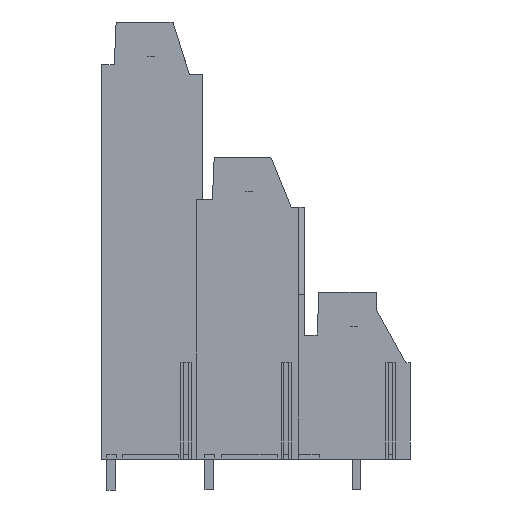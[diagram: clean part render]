
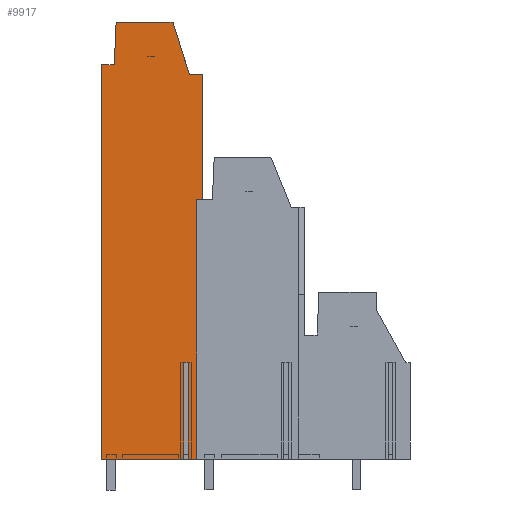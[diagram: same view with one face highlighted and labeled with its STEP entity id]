
A CAD part, left-side view. The second image highlights one B-rep face of the part: STEP entity #9917.
In plain terms, the highlighted planar face has unit normal (-1, 0, 0).
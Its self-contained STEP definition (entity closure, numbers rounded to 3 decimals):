
#9888=AXIS2_PLACEMENT_3D('Plane Axis2P3D',#9885,#9886,#9887) ;
#7820=CARTESIAN_POINT('Vertex',(2.5,23.025,13.2)) ;
#7827=CARTESIAN_POINT('Vertex',(2.5,23.025,3.2)) ;
#7830=CARTESIAN_POINT('Line Origine',(2.5,23.025,8.2)) ;
#7842=CARTESIAN_POINT('Line Origine',(2.5,23.25,13.2)) ;
#7846=CARTESIAN_POINT('Vertex',(2.5,23.475,13.2)) ;
#7870=CARTESIAN_POINT('Line Origine',(2.5,23.475,8.2)) ;
#7874=CARTESIAN_POINT('Vertex',(2.5,23.475,3.2)) ;
#7898=CARTESIAN_POINT('Vertex',(2.5,22.131,3.2)) ;
#7901=CARTESIAN_POINT('Line Origine',(2.5,22.578,3.2)) ;
#7906=CARTESIAN_POINT('Line Origine',(2.5,27.738,3.2)) ;
#7910=CARTESIAN_POINT('Vertex',(2.5,32.,3.2)) ;
#8431=CARTESIAN_POINT('Vertex',(2.5,21.49,30.05)) ;
#8434=CARTESIAN_POINT('Line Origine',(2.5,21.811,30.05)) ;
#8438=CARTESIAN_POINT('Vertex',(2.5,22.131,30.05)) ;
#8465=CARTESIAN_POINT('Line Origine',(2.5,22.131,16.625)) ;
#8645=CARTESIAN_POINT('Vertex',(2.5,21.49,43.)) ;
#8652=CARTESIAN_POINT('Vertex',(2.5,22.898,43.)) ;
#8655=CARTESIAN_POINT('Line Origine',(2.5,22.194,43.)) ;
#8678=CARTESIAN_POINT('Vertex',(2.5,30.681,44.05)) ;
#8692=CARTESIAN_POINT('Vertex',(2.5,32.,44.05)) ;
#8695=CARTESIAN_POINT('Line Origine',(2.5,31.34,44.05)) ;
#9464=CARTESIAN_POINT('Line Origine',(2.5,21.49,36.525)) ;
#9836=CARTESIAN_POINT('Line Origine',(2.5,32.,23.625)) ;
#9859=CARTESIAN_POINT('Line Origine',(2.5,30.584,46.26)) ;
#9863=CARTESIAN_POINT('Vertex',(2.5,30.488,48.47)) ;
#9885=CARTESIAN_POINT('Axis2P3D Location',(2.5,21.84,31.2)) ;
#9891=CARTESIAN_POINT('Control Point',(2.5,24.592,48.47)) ;
#9892=CARTESIAN_POINT('Control Point',(2.5,22.898,43.)) ;
#9893=CARTESIAN_POINT('Vertex',(2.5,24.592,48.47)) ;
#9896=CARTESIAN_POINT('Line Origine',(2.5,26.745,48.47)) ;
#7831=DIRECTION('Vector Direction',(0.,0.,1.)) ;
#7843=DIRECTION('Vector Direction',(0.,-1.,0.)) ;
#7871=DIRECTION('Vector Direction',(0.,0.,1.)) ;
#7902=DIRECTION('Vector Direction',(0.,1.,0.)) ;
#7907=DIRECTION('Vector Direction',(0.,1.,0.)) ;
#8435=DIRECTION('Vector Direction',(0.,-1.,0.)) ;
#8466=DIRECTION('Vector Direction',(0.,0.,1.)) ;
#8656=DIRECTION('Vector Direction',(0.,1.,0.)) ;
#8696=DIRECTION('Vector Direction',(0.,1.,0.)) ;
#9465=DIRECTION('Vector Direction',(0.,0.,-1.)) ;
#9837=DIRECTION('Vector Direction',(0.,0.,1.)) ;
#9860=DIRECTION('Vector Direction',(0.,0.044,-0.999)) ;
#9886=DIRECTION('Axis2P3D Direction',(1.,0.,0.)) ;
#9887=DIRECTION('Axis2P3D XDirection',(0.,1.,0.)) ;
#9897=DIRECTION('Vector Direction',(0.,1.,0.)) ;
#7832=VECTOR('Line Direction',#7831,1.) ;
#7844=VECTOR('Line Direction',#7843,1.) ;
#7872=VECTOR('Line Direction',#7871,1.) ;
#7903=VECTOR('Line Direction',#7902,1.) ;
#7908=VECTOR('Line Direction',#7907,1.) ;
#8436=VECTOR('Line Direction',#8435,1.) ;
#8467=VECTOR('Line Direction',#8466,1.) ;
#8657=VECTOR('Line Direction',#8656,1.) ;
#8697=VECTOR('Line Direction',#8696,1.) ;
#9466=VECTOR('Line Direction',#9465,1.) ;
#9838=VECTOR('Line Direction',#9837,1.) ;
#9861=VECTOR('Line Direction',#9860,1.) ;
#9898=VECTOR('Line Direction',#9897,1.) ;
#9902=ORIENTED_EDGE('',*,*,#7905,.F.) ;
#9903=ORIENTED_EDGE('',*,*,#8469,.T.) ;
#9904=ORIENTED_EDGE('',*,*,#8440,.T.) ;
#9905=ORIENTED_EDGE('',*,*,#9468,.F.) ;
#9906=ORIENTED_EDGE('',*,*,#8659,.T.) ;
#9907=ORIENTED_EDGE('',*,*,#9895,.F.) ;
#9908=ORIENTED_EDGE('',*,*,#9900,.T.) ;
#9909=ORIENTED_EDGE('',*,*,#9865,.T.) ;
#9910=ORIENTED_EDGE('',*,*,#8699,.T.) ;
#9911=ORIENTED_EDGE('',*,*,#9840,.F.) ;
#9912=ORIENTED_EDGE('',*,*,#7912,.F.) ;
#9913=ORIENTED_EDGE('',*,*,#7876,.T.) ;
#9914=ORIENTED_EDGE('',*,*,#7848,.T.) ;
#9915=ORIENTED_EDGE('',*,*,#7834,.F.) ;
#9917=ADVANCED_FACE('housing',(#9916),#9889,.F.) ;
#9890=B_SPLINE_CURVE_WITH_KNOTS('',1,(#9891,#9892),.UNSPECIFIED.,.F.,.U.,(2,2),(-2.863,2.863),.UNSPECIFIED.) ;
#7834=EDGE_CURVE('',#7828,#7821,#7833,.T.) ;
#7848=EDGE_CURVE('',#7847,#7821,#7845,.T.) ;
#7876=EDGE_CURVE('',#7875,#7847,#7873,.T.) ;
#7905=EDGE_CURVE('',#7899,#7828,#7904,.T.) ;
#7912=EDGE_CURVE('',#7875,#7911,#7909,.T.) ;
#8440=EDGE_CURVE('',#8439,#8432,#8437,.T.) ;
#8469=EDGE_CURVE('',#7899,#8439,#8468,.T.) ;
#8659=EDGE_CURVE('',#8646,#8653,#8658,.T.) ;
#8699=EDGE_CURVE('',#8679,#8693,#8698,.T.) ;
#9468=EDGE_CURVE('',#8646,#8432,#9467,.T.) ;
#9840=EDGE_CURVE('',#7911,#8693,#9839,.T.) ;
#9865=EDGE_CURVE('',#9864,#8679,#9862,.T.) ;
#9895=EDGE_CURVE('',#9894,#8653,#9890,.T.) ;
#9900=EDGE_CURVE('',#9894,#9864,#9899,.T.) ;
#9901=EDGE_LOOP('',(#9902,#9903,#9904,#9905,#9906,#9907,#9908,#9909,#9910,#9911,#9912,#9913,#9914,#9915)) ;
#9916=FACE_OUTER_BOUND('',#9901,.T.) ;
#7833=LINE('Line',#7830,#7832) ;
#7845=LINE('Line',#7842,#7844) ;
#7873=LINE('Line',#7870,#7872) ;
#7904=LINE('Line',#7901,#7903) ;
#7909=LINE('Line',#7906,#7908) ;
#8437=LINE('Line',#8434,#8436) ;
#8468=LINE('Line',#8465,#8467) ;
#8658=LINE('Line',#8655,#8657) ;
#8698=LINE('Line',#8695,#8697) ;
#9467=LINE('Line',#9464,#9466) ;
#9839=LINE('Line',#9836,#9838) ;
#9862=LINE('Line',#9859,#9861) ;
#9899=LINE('Line',#9896,#9898) ;
#9889=PLANE('',#9888) ;
#7821=VERTEX_POINT('',#7820) ;
#7828=VERTEX_POINT('',#7827) ;
#7847=VERTEX_POINT('',#7846) ;
#7875=VERTEX_POINT('',#7874) ;
#7899=VERTEX_POINT('',#7898) ;
#7911=VERTEX_POINT('',#7910) ;
#8432=VERTEX_POINT('',#8431) ;
#8439=VERTEX_POINT('',#8438) ;
#8646=VERTEX_POINT('',#8645) ;
#8653=VERTEX_POINT('',#8652) ;
#8679=VERTEX_POINT('',#8678) ;
#8693=VERTEX_POINT('',#8692) ;
#9864=VERTEX_POINT('',#9863) ;
#9894=VERTEX_POINT('',#9893) ;
